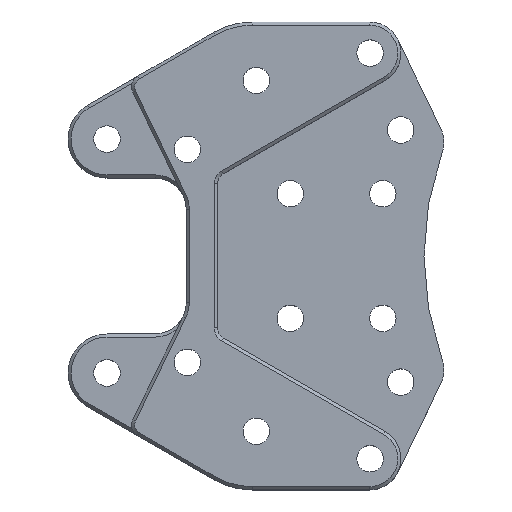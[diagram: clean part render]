
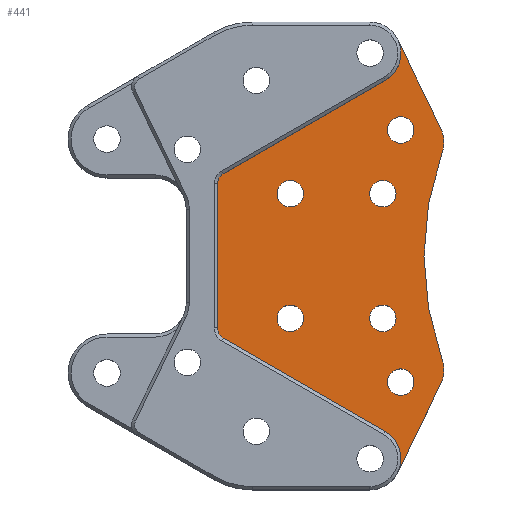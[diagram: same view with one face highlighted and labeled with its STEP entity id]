
A CAD part, top view. The second image highlights one B-rep face of the part: STEP entity #441.
In plain terms, the highlighted planar face has unit normal (0, 0, 1).
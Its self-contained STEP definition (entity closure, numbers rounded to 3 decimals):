
#441=ADVANCED_FACE('',(#623,#625,#627,#629,#631,#633,#635),#637,.T.);
#623=FACE_BOUND('',#624,.T.);
#624=EDGE_LOOP('',(#1698,#1699,#1700,#1701,#1702,#1703,#1704,#1705,#1706,#1707,#1708,
#1709));
#625=FACE_BOUND('',#626,.T.);
#626=EDGE_LOOP('',(#1710));
#627=FACE_BOUND('',#628,.T.);
#628=EDGE_LOOP('',(#1711));
#629=FACE_BOUND('',#630,.T.);
#630=EDGE_LOOP('',(#1712));
#631=FACE_BOUND('',#632,.T.);
#632=EDGE_LOOP('',(#1713));
#633=FACE_BOUND('',#634,.T.);
#634=EDGE_LOOP('',(#1714));
#635=FACE_BOUND('',#636,.T.);
#636=EDGE_LOOP('',(#1715));
#637=PLANE('',#638);
#638=AXIS2_PLACEMENT_3D('',#639,#640,#641);
#639=CARTESIAN_POINT('',(0.,0.,-4.));
#640=DIRECTION('',(0.,0.,1.));
#641=DIRECTION('',(0.,1.,0.));
#1698=ORIENTED_EDGE('',*,*,#2328,.T.);
#1699=ORIENTED_EDGE('',*,*,#2329,.T.);
#1700=ORIENTED_EDGE('',*,*,#2330,.T.);
#1701=ORIENTED_EDGE('',*,*,#2331,.T.);
#1702=ORIENTED_EDGE('',*,*,#2332,.T.);
#1703=ORIENTED_EDGE('',*,*,#2326,.T.);
#1704=ORIENTED_EDGE('',*,*,#2333,.F.);
#1705=ORIENTED_EDGE('',*,*,#2334,.F.);
#1706=ORIENTED_EDGE('',*,*,#2335,.F.);
#1707=ORIENTED_EDGE('',*,*,#2336,.F.);
#1708=ORIENTED_EDGE('',*,*,#2337,.F.);
#1709=ORIENTED_EDGE('',*,*,#2338,.T.);
#1710=ORIENTED_EDGE('',*,*,#2339,.T.);
#1711=ORIENTED_EDGE('',*,*,#2340,.T.);
#1712=ORIENTED_EDGE('',*,*,#2341,.T.);
#1713=ORIENTED_EDGE('',*,*,#2342,.F.);
#1714=ORIENTED_EDGE('',*,*,#2343,.F.);
#1715=ORIENTED_EDGE('',*,*,#2344,.F.);
#2326=EDGE_CURVE('',#2689,#2687,#2690,.T.);
#2328=EDGE_CURVE('',#2692,#2693,#2694,.F.);
#2329=EDGE_CURVE('',#2693,#2695,#2696,.T.);
#2330=EDGE_CURVE('',#2695,#2697,#2698,.F.);
#2331=EDGE_CURVE('',#2697,#2699,#2700,.T.);
#2332=EDGE_CURVE('',#2699,#2689,#2701,.T.);
#2333=EDGE_CURVE('',#2702,#2687,#2703,.T.);
#2334=EDGE_CURVE('',#2704,#2702,#2705,.T.);
#2335=EDGE_CURVE('',#2706,#2704,#2707,.F.);
#2336=EDGE_CURVE('',#2708,#2706,#2709,.T.);
#2337=EDGE_CURVE('',#2710,#2708,#2711,.F.);
#2338=EDGE_CURVE('',#2710,#2692,#2712,.T.);
#2339=EDGE_CURVE('',#2713,#2713,#2714,.F.);
#2340=EDGE_CURVE('',#2715,#2715,#2716,.F.);
#2341=EDGE_CURVE('',#2717,#2717,#2718,.F.);
#2342=EDGE_CURVE('',#2719,#2719,#2720,.F.);
#2343=EDGE_CURVE('',#2721,#2721,#2722,.F.);
#2344=EDGE_CURVE('',#2723,#2723,#2724,.F.);
#2687=VERTEX_POINT('',#3334);
#2689=VERTEX_POINT('',#3338);
#2690=CIRCLE('',#3339,39.);
#2692=VERTEX_POINT('',#3346);
#2693=VERTEX_POINT('',#3347);
#2694=CIRCLE('',#3348,1.5);
#2695=VERTEX_POINT('',#3352);
#2696=LINE('',#3353,#3354);
#2697=VERTEX_POINT('',#3356);
#2698=CIRCLE('',#3357,4.);
#2699=VERTEX_POINT('',#3361);
#2700=LINE('',#3362,#3363);
#2701=CIRCLE('',#3365,4.);
#2702=VERTEX_POINT('',#3369);
#2703=CIRCLE('',#3370,4.);
#2704=VERTEX_POINT('',#3374);
#2705=LINE('',#3375,#3376);
#2706=VERTEX_POINT('',#3378);
#2707=CIRCLE('',#3379,4.);
#2708=VERTEX_POINT('',#3383);
#2709=LINE('',#3384,#3385);
#2710=VERTEX_POINT('',#3387);
#2711=CIRCLE('',#3388,1.5);
#2712=LINE('',#3392,#3393);
#2713=VERTEX_POINT('',#3395);
#2714=CIRCLE('',#3396,1.7);
#2715=VERTEX_POINT('',#3400);
#2716=CIRCLE('',#3401,1.7);
#2717=VERTEX_POINT('',#3405);
#2718=CIRCLE('',#3406,1.7);
#2719=VERTEX_POINT('',#3410);
#2720=CIRCLE('',#3411,1.7);
#2721=VERTEX_POINT('',#3415);
#2722=CIRCLE('',#3416,1.7);
#2723=VERTEX_POINT('',#3420);
#2724=CIRCLE('',#3421,1.7);
#3334=CARTESIAN_POINT('',(-33.887,13.268,-4.));
#3338=CARTESIAN_POINT('',(-33.887,-13.268,-4.));
#3339=AXIS2_PLACEMENT_3D('',#3340,#3341,#3342);
#3340=CARTESIAN_POINT('',(2.787,0.,-4.));
#3341=DIRECTION('',(0.,0.,-1.));
#3342=DIRECTION('',(-0.94,-0.34,0.));
#3346=CARTESIAN_POINT('',(-62.713,-9.238,-4.));
#3347=CARTESIAN_POINT('',(-61.963,-10.537,-4.));
#3348=AXIS2_PLACEMENT_3D('',#3349,#3350,#3351);
#3349=CARTESIAN_POINT('',(-61.213,-9.238,-4.));
#3350=DIRECTION('',(0.,0.,-1.));
#3351=DIRECTION('',(-0.5,-0.866,0.));
#3352=CARTESIAN_POINT('',(-41.18,-22.536,-4.));
#3353=CARTESIAN_POINT('',(-61.963,-10.537,-4.));
#3354=VECTOR('',#3355,1.);
#3355=DIRECTION('',(0.866,-0.5,0.));
#3356=CARTESIAN_POINT('',(-39.583,-27.75,-4.));
#3357=AXIS2_PLACEMENT_3D('',#3358,#3359,#3360);
#3358=CARTESIAN_POINT('',(-43.18,-26.,-4.));
#3359=DIRECTION('',(0.,0.,1.));
#3360=DIRECTION('',(0.899,-0.437,0.));
#3361=CARTESIAN_POINT('',(-34.052,-16.378,-4.));
#3362=CARTESIAN_POINT('',(-39.583,-27.75,-4.));
#3363=VECTOR('',#3364,1.);
#3364=DIRECTION('',(0.437,0.899,0.));
#3365=AXIS2_PLACEMENT_3D('',#3366,#3367,#3368);
#3366=CARTESIAN_POINT('',(-37.649,-14.629,-4.));
#3367=DIRECTION('',(0.,0.,1.));
#3368=DIRECTION('',(0.899,-0.437,0.));
#3369=CARTESIAN_POINT('',(-34.052,16.378,-4.));
#3370=AXIS2_PLACEMENT_3D('',#3371,#3372,#3373);
#3371=CARTESIAN_POINT('',(-37.649,14.629,-4.));
#3372=DIRECTION('',(0.,0.,-1.));
#3373=DIRECTION('',(0.899,0.437,0.));
#3374=CARTESIAN_POINT('',(-39.583,27.75,-4.));
#3375=CARTESIAN_POINT('',(-39.583,27.75,-4.));
#3376=VECTOR('',#3377,1.);
#3377=DIRECTION('',(0.437,-0.899,0.));
#3378=CARTESIAN_POINT('',(-41.18,22.536,-4.));
#3379=AXIS2_PLACEMENT_3D('',#3380,#3381,#3382);
#3380=CARTESIAN_POINT('',(-43.18,26.,-4.));
#3381=DIRECTION('',(0.,0.,-1.));
#3382=DIRECTION('',(0.899,0.437,0.));
#3383=CARTESIAN_POINT('',(-61.963,10.537,-4.));
#3384=CARTESIAN_POINT('',(-61.963,10.537,-4.));
#3385=VECTOR('',#3386,1.);
#3386=DIRECTION('',(0.866,0.5,0.));
#3387=CARTESIAN_POINT('',(-62.713,9.238,-4.));
#3388=AXIS2_PLACEMENT_3D('',#3389,#3390,#3391);
#3389=CARTESIAN_POINT('',(-61.213,9.238,-4.));
#3390=DIRECTION('',(0.,0.,1.));
#3391=DIRECTION('',(-0.5,0.866,0.));
#3392=CARTESIAN_POINT('',(-62.713,9.238,-4.));
#3393=VECTOR('',#3394,1.);
#3394=DIRECTION('',(0.,-1.,0.));
#3395=CARTESIAN_POINT('',(-55.057,-8.,-4.));
#3396=AXIS2_PLACEMENT_3D('',#3397,#3398,#3399);
#3397=CARTESIAN_POINT('',(-53.357,-8.,-4.));
#3398=DIRECTION('',(0.,0.,1.));
#3399=DIRECTION('',(-1.,0.,0.));
#3400=CARTESIAN_POINT('',(-43.197,-8.,-4.));
#3401=AXIS2_PLACEMENT_3D('',#3402,#3403,#3404);
#3402=CARTESIAN_POINT('',(-41.497,-8.,-4.));
#3403=DIRECTION('',(0.,0.,1.));
#3404=DIRECTION('',(-1.,0.,0.));
#3405=CARTESIAN_POINT('',(-40.908,-16.169,-4.));
#3406=AXIS2_PLACEMENT_3D('',#3407,#3408,#3409);
#3407=CARTESIAN_POINT('',(-39.208,-16.169,-4.));
#3408=DIRECTION('',(0.,0.,1.));
#3409=DIRECTION('',(-1.,0.,0.));
#3410=CARTESIAN_POINT('',(-55.057,8.,-4.));
#3411=AXIS2_PLACEMENT_3D('',#3412,#3413,#3414);
#3412=CARTESIAN_POINT('',(-53.357,8.,-4.));
#3413=DIRECTION('',(0.,0.,-1.));
#3414=DIRECTION('',(-1.,0.,0.));
#3415=CARTESIAN_POINT('',(-43.197,8.,-4.));
#3416=AXIS2_PLACEMENT_3D('',#3417,#3418,#3419);
#3417=CARTESIAN_POINT('',(-41.497,8.,-4.));
#3418=DIRECTION('',(0.,0.,-1.));
#3419=DIRECTION('',(-1.,0.,0.));
#3420=CARTESIAN_POINT('',(-40.908,16.169,-4.));
#3421=AXIS2_PLACEMENT_3D('',#3422,#3423,#3424);
#3422=CARTESIAN_POINT('',(-39.208,16.169,-4.));
#3423=DIRECTION('',(0.,0.,-1.));
#3424=DIRECTION('',(-1.,0.,0.));
